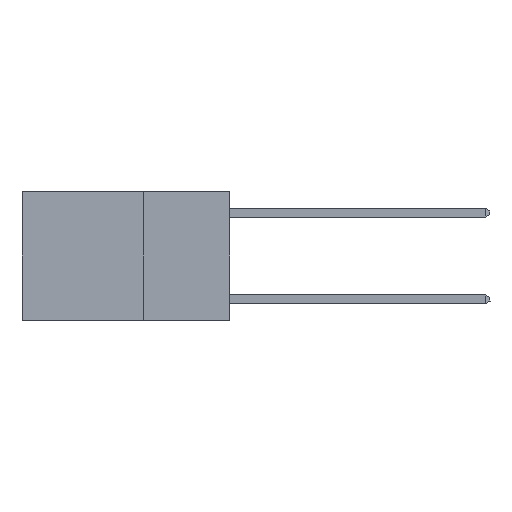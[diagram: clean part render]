
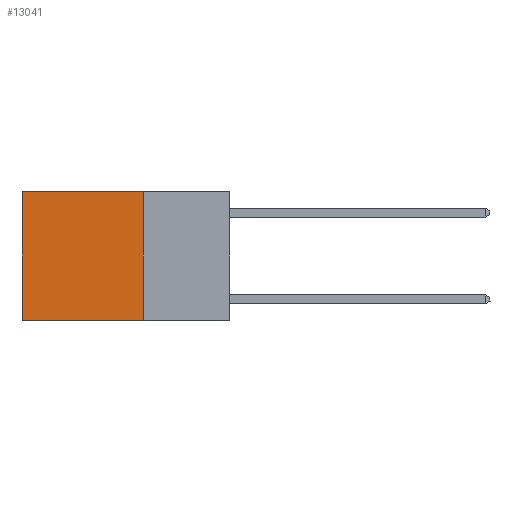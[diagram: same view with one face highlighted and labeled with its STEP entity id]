
A CAD part, left-side view. The second image highlights one B-rep face of the part: STEP entity #13041.
In plain terms, the highlighted planar face has unit normal (-1, 0, 0).
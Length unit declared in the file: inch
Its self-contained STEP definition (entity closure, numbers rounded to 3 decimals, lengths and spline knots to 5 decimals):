
#684 = CARTESIAN_POINT ( 'NONE',  ( 0.2625, 0.25, 0. ) ) ;
#1160 = DIRECTION ( 'NONE',  ( 0., 0., -1. ) ) ;
#1286 = VECTOR ( 'NONE', #8244, 39.37008 ) ;
#2294 = LINE ( 'NONE', #7991, #1286 ) ;
#2834 = LINE ( 'NONE', #4412, #5149 ) ;
#3409 = CARTESIAN_POINT ( 'NONE',  ( 0.2625, 0.6, 0. ) ) ;
#3870 = CARTESIAN_POINT ( 'NONE',  ( 0.2625, 0.25, -0.37 ) ) ;
#3885 = LINE ( 'NONE', #684, #6084 ) ;
#4412 = CARTESIAN_POINT ( 'NONE',  ( 0.2625, 0.25, 0. ) ) ;
#4460 = DIRECTION ( 'NONE',  ( 0., 0., -1. ) ) ;
#5149 = VECTOR ( 'NONE', #10972, 39.37008 ) ;
#5207 = VERTEX_POINT ( 'NONE', #3870 ) ;
#5372 = CARTESIAN_POINT ( 'NONE',  ( 0.2625, 0.6, -0.37 ) ) ;
#5829 = EDGE_CURVE ( 'NONE', #7477, #10283, #9229, .T. ) ;
#6084 = VECTOR ( 'NONE', #12814, 39.37008 ) ;
#6541 = DIRECTION ( 'NONE',  ( 1., 0., 0. ) ) ;
#6588 = FACE_OUTER_BOUND ( 'NONE', #6963, .T. ) ;
#6963 = EDGE_LOOP ( 'NONE', ( #8689, #9286, #12907, #7217 ) ) ;
#7217 = ORIENTED_EDGE ( 'NONE', *, *, #8847, .T. ) ;
#7477 = VERTEX_POINT ( 'NONE', #12189 ) ;
#7525 = VECTOR ( 'NONE', #4460, 39.37008 ) ;
#7991 = CARTESIAN_POINT ( 'NONE',  ( 0.2625, 0.25, -0.37 ) ) ;
#8244 = DIRECTION ( 'NONE',  ( 0., 1., 0. ) ) ;
#8689 = ORIENTED_EDGE ( 'NONE', *, *, #5829, .T. ) ;
#8703 = CARTESIAN_POINT ( 'NONE',  ( 0.2625, 0.25, 0. ) ) ;
#8847 = EDGE_CURVE ( 'NONE', #10270, #7477, #2834, .T. ) ;
#9229 = LINE ( 'NONE', #3409, #7525 ) ;
#9286 = ORIENTED_EDGE ( 'NONE', *, *, #9987, .F. ) ;
#9987 = EDGE_CURVE ( 'NONE', #5207, #10283, #2294, .T. ) ;
#10270 = VERTEX_POINT ( 'NONE', #8703 ) ;
#10283 = VERTEX_POINT ( 'NONE', #5372 ) ;
#10733 = PLANE ( 'NONE',  #13832 ) ;
#10972 = DIRECTION ( 'NONE',  ( 0., 1., 0. ) ) ;
#12189 = CARTESIAN_POINT ( 'NONE',  ( 0.2625, 0.6, 0. ) ) ;
#12814 = DIRECTION ( 'NONE',  ( 0., 0., -1. ) ) ;
#12895 = EDGE_CURVE ( 'NONE', #10270, #5207, #3885, .T. ) ;
#12907 = ORIENTED_EDGE ( 'NONE', *, *, #12895, .F. ) ;
#13000 = CARTESIAN_POINT ( 'NONE',  ( 0.2625, 0.25, 0. ) ) ;
#13041 = ADVANCED_FACE ( 'NONE', ( #6588 ), #10733, .F. ) ;
#13832 = AXIS2_PLACEMENT_3D ( 'NONE', #13000, #6541, #1160 ) ;
